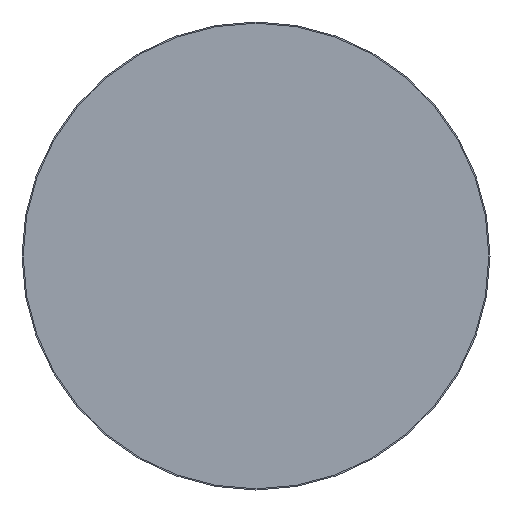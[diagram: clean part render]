
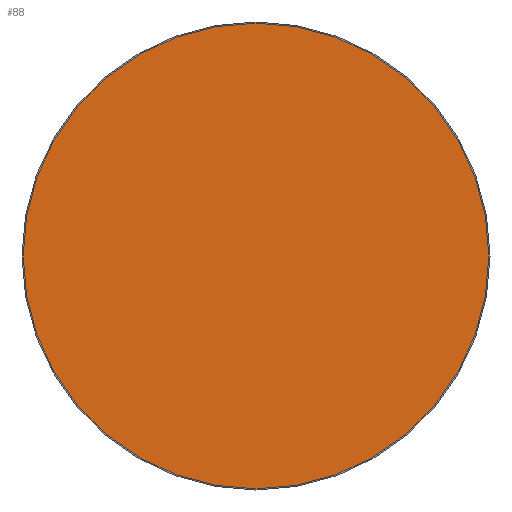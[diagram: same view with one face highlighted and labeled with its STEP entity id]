
A CAD part, front view. The second image highlights one B-rep face of the part: STEP entity #88.
In plain terms, the highlighted planar face has unit normal (0, -1, 0).
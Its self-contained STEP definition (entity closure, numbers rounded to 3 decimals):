
#50 = DIRECTION ( 'NONE',  ( 0., 1., 0. ) ) ;
#61 = DIRECTION ( 'NONE',  ( 0., -1., 0. ) ) ;
#88 = ADVANCED_FACE ( 'NONE', ( #182 ), #857, .F. ) ;
#98 = AXIS2_PLACEMENT_3D ( 'NONE', #708, #50, #1669 ) ;
#161 = EDGE_LOOP ( 'NONE', ( #707, #843 ) ) ;
#182 = FACE_OUTER_BOUND ( 'NONE', #161, .T. ) ;
#550 = DIRECTION ( 'NONE',  ( 1., 0., 0. ) ) ;
#596 = CARTESIAN_POINT ( 'NONE',  ( -39.8, 0., 0. ) ) ;
#632 = AXIS2_PLACEMENT_3D ( 'NONE', #1422, #61, #1387 ) ;
#707 = ORIENTED_EDGE ( 'NONE', *, *, #1484, .T. ) ;
#708 = CARTESIAN_POINT ( 'NONE',  ( 0., 0., 0. ) ) ;
#814 = DIRECTION ( 'NONE',  ( 0., -1., 0. ) ) ;
#835 = CARTESIAN_POINT ( 'NONE',  ( 39.8, 0., 0. ) ) ;
#843 = ORIENTED_EDGE ( 'NONE', *, *, #1701, .T. ) ;
#857 = PLANE ( 'NONE',  #98 ) ;
#1022 = CIRCLE ( 'NONE', #632, 39.8 ) ;
#1243 = AXIS2_PLACEMENT_3D ( 'NONE', #1722, #814, #550 ) ;
#1264 = VERTEX_POINT ( 'NONE', #835 ) ;
#1387 = DIRECTION ( 'NONE',  ( 1., 0., 0. ) ) ;
#1422 = CARTESIAN_POINT ( 'NONE',  ( 0., 0., 0. ) ) ;
#1484 = EDGE_CURVE ( 'NONE', #1264, #1665, #1517, .T. ) ;
#1517 = CIRCLE ( 'NONE', #1243, 39.8 ) ;
#1665 = VERTEX_POINT ( 'NONE', #596 ) ;
#1669 = DIRECTION ( 'NONE',  ( -1., 0., 0. ) ) ;
#1701 = EDGE_CURVE ( 'NONE', #1665, #1264, #1022, .T. ) ;
#1722 = CARTESIAN_POINT ( 'NONE',  ( 0., 0., 0. ) ) ;
